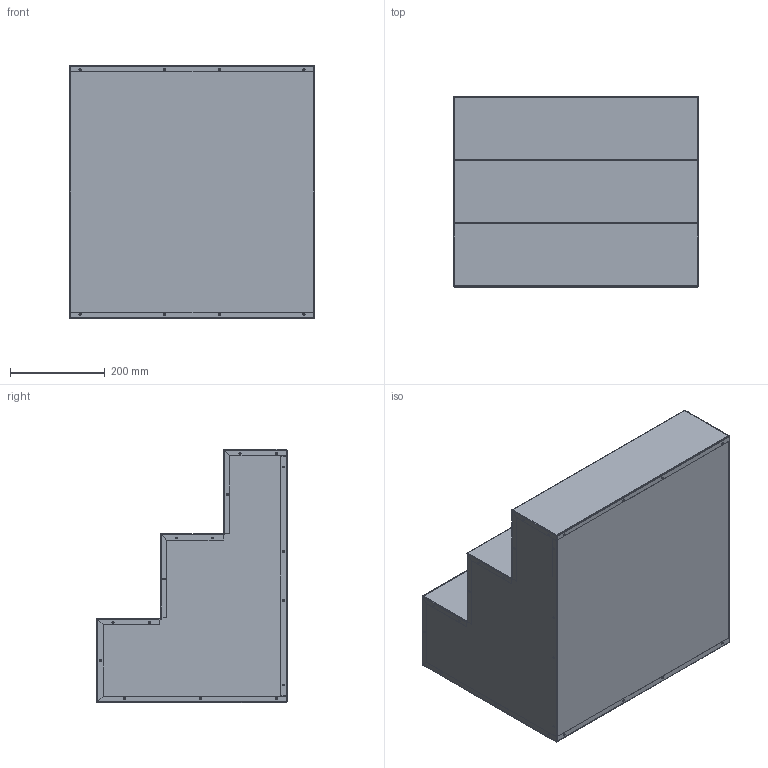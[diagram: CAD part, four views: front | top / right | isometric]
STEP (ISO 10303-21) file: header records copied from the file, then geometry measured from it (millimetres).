
FILE_DESCRIPTION(('FreeCAD Model'),'2;1');
FILE_NAME('Open CASCADE Shape Model','2025-05-03T08:21:29',('FreeCAD'),( 'FreeCAD'),'Open CASCADE STEP processor 7.6','FreeCAD','Unknown');
FILE_SCHEMA(('AUTOMOTIVE_DESIGN { 1 0 10303 214 1 1 1 1 }'));
Length unit declared in the file: millimetre
Products named in the file (1): Open CASCADE STEP translator 7.6 1
Bounding box: 518.25 x 401.7 x 534.64 mm (x, y, z)
Volume: 925453.4 mm3; surface area: 2604153.1 mm2
Topology: 4 solids, 4 shells, 512 faces, 1328 edges, 824 vertices
Faces by surface type: bspline 512
Entity records: 16672 total; most frequent: CARTESIAN_POINT 8753, ORIENTED_EDGE 2656, EDGE_CURVE 1328, B_SPLINE_CURVE_WITH_KNOTS 936, VERTEX_POINT 824, FACE_BOUND 672, EDGE_LOOP 672, ADVANCED_FACE 512
